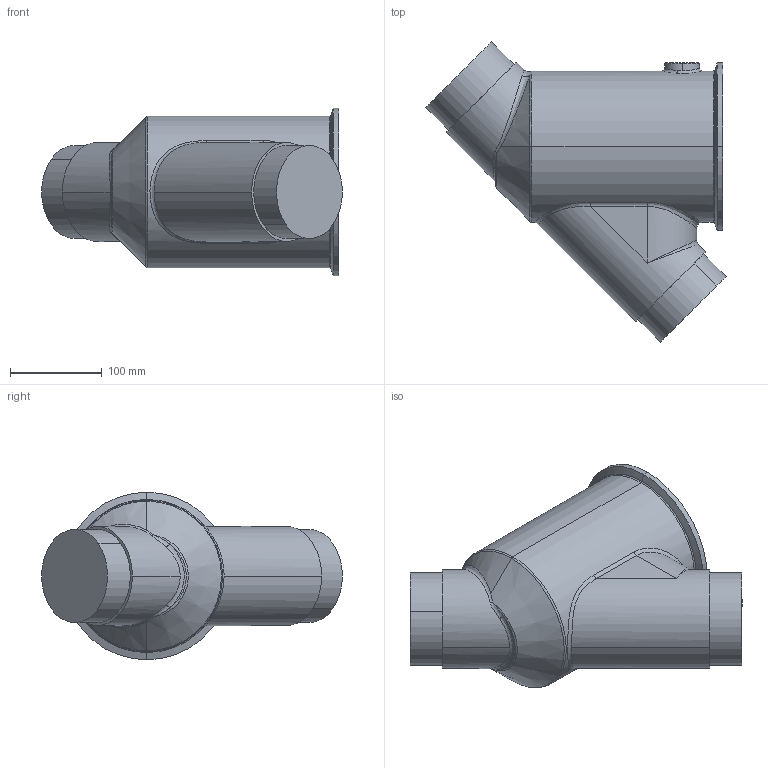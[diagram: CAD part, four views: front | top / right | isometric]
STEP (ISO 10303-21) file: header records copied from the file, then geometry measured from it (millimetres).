
FILE_DESCRIPTION (( 'STEP AP214' ), '1' );
FILE_NAME ('121770.STEP', '2017-12-13T18:00:43', ( '' ), ( '' ), 'SwSTEP 2.0', 'SolidWorks 2014', '' );
FILE_SCHEMA (( 'AUTOMOTIVE_DESIGN' ));
Length unit declared in the file: inch
Products named in the file (1): 121770
Bounding box: 327.69 x 327.69 x 182.75 mm (x, y, z)
Volume: 6955632 mm3; surface area: 232646.5 mm2
Topology: 1 solids, 1 shells, 49 faces, 107 edges, 62 vertices
Faces by surface type: cylinder 17, bspline 11, plane 9, torus 7, cone 5
Entity records: 3453 total; most frequent: CARTESIAN_POINT 2424, ORIENTED_EDGE 210, DIRECTION 202, EDGE_CURVE 105, AXIS2_PLACEMENT_3D 88, VERTEX_POINT 62, EDGE_LOOP 53, ADVANCED_FACE 49
